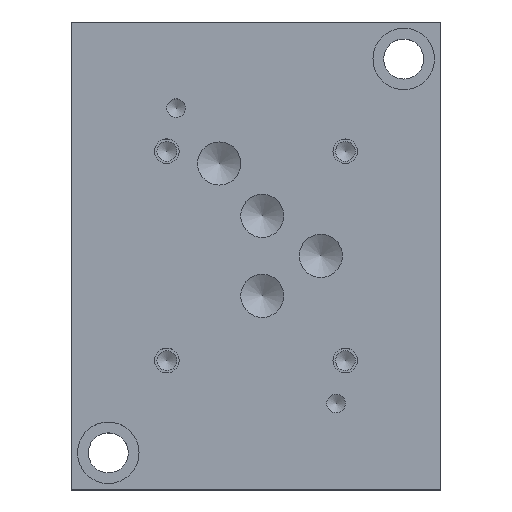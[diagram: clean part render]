
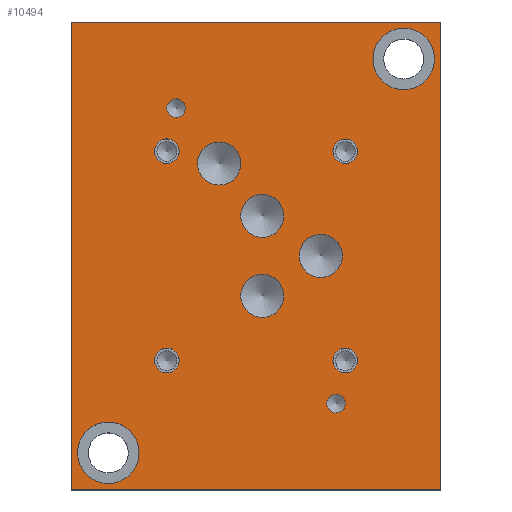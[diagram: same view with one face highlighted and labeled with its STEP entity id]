
A CAD part, top view. The second image highlights one B-rep face of the part: STEP entity #10494.
In plain terms, the highlighted planar face has unit normal (0, 0, 1).
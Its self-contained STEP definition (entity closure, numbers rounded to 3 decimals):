
#109=CIRCLE('',#10821,7.938);
#110=CIRCLE('',#10822,7.938);
#115=CIRCLE('',#10830,7.938);
#116=CIRCLE('',#10831,7.938);
#120=CIRCLE('',#10838,2.388);
#121=CIRCLE('',#10839,2.388);
#124=CIRCLE('',#10844,2.388);
#125=CIRCLE('',#10845,2.388);
#128=CIRCLE('',#10850,5.556);
#129=CIRCLE('',#10851,5.556);
#132=CIRCLE('',#10856,5.556);
#133=CIRCLE('',#10857,5.556);
#136=CIRCLE('',#10862,5.563);
#137=CIRCLE('',#10863,5.563);
#140=CIRCLE('',#10868,5.563);
#141=CIRCLE('',#10869,5.563);
#147=CIRCLE('',#10878,3.175);
#148=CIRCLE('',#10879,3.175);
#154=CIRCLE('',#10889,3.175);
#155=CIRCLE('',#10890,3.175);
#161=CIRCLE('',#10900,3.175);
#162=CIRCLE('',#10901,3.175);
#168=CIRCLE('',#10911,3.175);
#169=CIRCLE('',#10912,3.175);
#337=FACE_BOUND('',#1869,.T.);
#338=FACE_BOUND('',#1870,.T.);
#339=FACE_BOUND('',#1871,.T.);
#340=FACE_BOUND('',#1872,.T.);
#341=FACE_BOUND('',#1873,.T.);
#342=FACE_BOUND('',#1874,.T.);
#343=FACE_BOUND('',#1875,.T.);
#344=FACE_BOUND('',#1876,.T.);
#345=FACE_BOUND('',#1877,.T.);
#346=FACE_BOUND('',#1878,.T.);
#347=FACE_BOUND('',#1879,.T.);
#348=FACE_BOUND('',#1880,.T.);
#1275=FACE_OUTER_BOUND('',#1868,.T.);
#1868=EDGE_LOOP('',(#9191,#9192,#9193,#9194));
#1869=EDGE_LOOP('',(#9195,#9196));
#1870=EDGE_LOOP('',(#9197,#9198));
#1871=EDGE_LOOP('',(#9199,#9200));
#1872=EDGE_LOOP('',(#9201,#9202));
#1873=EDGE_LOOP('',(#9203,#9204));
#1874=EDGE_LOOP('',(#9205,#9206));
#1875=EDGE_LOOP('',(#9207,#9208));
#1876=EDGE_LOOP('',(#9209,#9210));
#1877=EDGE_LOOP('',(#9211,#9212));
#1878=EDGE_LOOP('',(#9213,#9214));
#1879=EDGE_LOOP('',(#9215,#9216));
#1880=EDGE_LOOP('',(#9217,#9218));
#2224=LINE('',#15678,#3229);
#2733=LINE('',#16996,#3738);
#2780=LINE('',#17335,#3785);
#2888=LINE('',#17933,#3893);
#3229=VECTOR('',#11617,10.);
#3738=VECTOR('',#12500,10.);
#3785=VECTOR('',#12579,10.);
#3893=VECTOR('',#13257,10.);
#4256=VERTEX_POINT('',#15675);
#4257=VERTEX_POINT('',#15677);
#4622=VERTEX_POINT('',#16993);
#4623=VERTEX_POINT('',#16995);
#4697=VERTEX_POINT('',#17398);
#4698=VERTEX_POINT('',#17399);
#4703=VERTEX_POINT('',#17415);
#4704=VERTEX_POINT('',#17416);
#4709=VERTEX_POINT('',#17432);
#4710=VERTEX_POINT('',#17433);
#4714=VERTEX_POINT('',#17445);
#4715=VERTEX_POINT('',#17446);
#4719=VERTEX_POINT('',#17458);
#4720=VERTEX_POINT('',#17459);
#4724=VERTEX_POINT('',#17471);
#4725=VERTEX_POINT('',#17472);
#4729=VERTEX_POINT('',#17484);
#4730=VERTEX_POINT('',#17485);
#4734=VERTEX_POINT('',#17497);
#4735=VERTEX_POINT('',#17498);
#4742=VERTEX_POINT('',#17517);
#4743=VERTEX_POINT('',#17518);
#4750=VERTEX_POINT('',#17539);
#4751=VERTEX_POINT('',#17540);
#4758=VERTEX_POINT('',#17561);
#4759=VERTEX_POINT('',#17562);
#4766=VERTEX_POINT('',#17583);
#4767=VERTEX_POINT('',#17584);
#5423=EDGE_CURVE('',#4257,#4256,#2224,.T.);
#5968=EDGE_CURVE('',#4623,#4622,#2733,.T.);
#6047=EDGE_CURVE('',#4256,#4623,#2780,.T.);
#6077=EDGE_CURVE('',#4697,#4698,#109,.T.);
#6078=EDGE_CURVE('',#4698,#4697,#110,.T.);
#6085=EDGE_CURVE('',#4703,#4704,#115,.T.);
#6086=EDGE_CURVE('',#4704,#4703,#116,.T.);
#6093=EDGE_CURVE('',#4709,#4710,#120,.T.);
#6094=EDGE_CURVE('',#4710,#4709,#121,.T.);
#6099=EDGE_CURVE('',#4714,#4715,#124,.T.);
#6100=EDGE_CURVE('',#4715,#4714,#125,.T.);
#6105=EDGE_CURVE('',#4719,#4720,#128,.T.);
#6106=EDGE_CURVE('',#4720,#4719,#129,.T.);
#6111=EDGE_CURVE('',#4724,#4725,#132,.T.);
#6112=EDGE_CURVE('',#4725,#4724,#133,.T.);
#6117=EDGE_CURVE('',#4729,#4730,#136,.T.);
#6118=EDGE_CURVE('',#4730,#4729,#137,.T.);
#6123=EDGE_CURVE('',#4734,#4735,#140,.T.);
#6124=EDGE_CURVE('',#4735,#4734,#141,.T.);
#6132=EDGE_CURVE('',#4742,#4743,#147,.T.);
#6133=EDGE_CURVE('',#4743,#4742,#148,.T.);
#6142=EDGE_CURVE('',#4750,#4751,#154,.T.);
#6143=EDGE_CURVE('',#4751,#4750,#155,.T.);
#6152=EDGE_CURVE('',#4758,#4759,#161,.T.);
#6153=EDGE_CURVE('',#4759,#4758,#162,.T.);
#6162=EDGE_CURVE('',#4766,#4767,#168,.T.);
#6163=EDGE_CURVE('',#4767,#4766,#169,.T.);
#6328=EDGE_CURVE('',#4622,#4257,#2888,.T.);
#9191=ORIENTED_EDGE('',*,*,#6047,.T.);
#9192=ORIENTED_EDGE('',*,*,#5968,.T.);
#9193=ORIENTED_EDGE('',*,*,#6328,.T.);
#9194=ORIENTED_EDGE('',*,*,#5423,.T.);
#9195=ORIENTED_EDGE('',*,*,#6077,.T.);
#9196=ORIENTED_EDGE('',*,*,#6078,.T.);
#9197=ORIENTED_EDGE('',*,*,#6085,.T.);
#9198=ORIENTED_EDGE('',*,*,#6086,.T.);
#9199=ORIENTED_EDGE('',*,*,#6093,.T.);
#9200=ORIENTED_EDGE('',*,*,#6094,.T.);
#9201=ORIENTED_EDGE('',*,*,#6099,.T.);
#9202=ORIENTED_EDGE('',*,*,#6100,.T.);
#9203=ORIENTED_EDGE('',*,*,#6105,.T.);
#9204=ORIENTED_EDGE('',*,*,#6106,.T.);
#9205=ORIENTED_EDGE('',*,*,#6111,.T.);
#9206=ORIENTED_EDGE('',*,*,#6112,.T.);
#9207=ORIENTED_EDGE('',*,*,#6117,.T.);
#9208=ORIENTED_EDGE('',*,*,#6118,.T.);
#9209=ORIENTED_EDGE('',*,*,#6123,.T.);
#9210=ORIENTED_EDGE('',*,*,#6124,.T.);
#9211=ORIENTED_EDGE('',*,*,#6132,.T.);
#9212=ORIENTED_EDGE('',*,*,#6133,.T.);
#9213=ORIENTED_EDGE('',*,*,#6142,.T.);
#9214=ORIENTED_EDGE('',*,*,#6143,.T.);
#9215=ORIENTED_EDGE('',*,*,#6152,.T.);
#9216=ORIENTED_EDGE('',*,*,#6153,.T.);
#9217=ORIENTED_EDGE('',*,*,#6162,.T.);
#9218=ORIENTED_EDGE('',*,*,#6163,.T.);
#9543=PLANE('',#11091);
#10494=ADVANCED_FACE('',(#1275,#337,#338,#339,#340,#341,#342,#343,#344,
#345,#346,#347,#348),#9543,.T.);
#10821=AXIS2_PLACEMENT_3D('',#17400,#12638,#12639);
#10822=AXIS2_PLACEMENT_3D('',#17401,#12640,#12641);
#10830=AXIS2_PLACEMENT_3D('',#17417,#12658,#12659);
#10831=AXIS2_PLACEMENT_3D('',#17418,#12660,#12661);
#10838=AXIS2_PLACEMENT_3D('',#17434,#12677,#12678);
#10839=AXIS2_PLACEMENT_3D('',#17435,#12679,#12680);
#10844=AXIS2_PLACEMENT_3D('',#17447,#12691,#12692);
#10845=AXIS2_PLACEMENT_3D('',#17448,#12693,#12694);
#10850=AXIS2_PLACEMENT_3D('',#17460,#12705,#12706);
#10851=AXIS2_PLACEMENT_3D('',#17461,#12707,#12708);
#10856=AXIS2_PLACEMENT_3D('',#17473,#12719,#12720);
#10857=AXIS2_PLACEMENT_3D('',#17474,#12721,#12722);
#10862=AXIS2_PLACEMENT_3D('',#17486,#12733,#12734);
#10863=AXIS2_PLACEMENT_3D('',#17487,#12735,#12736);
#10868=AXIS2_PLACEMENT_3D('',#17499,#12747,#12748);
#10869=AXIS2_PLACEMENT_3D('',#17500,#12749,#12750);
#10878=AXIS2_PLACEMENT_3D('',#17519,#12769,#12770);
#10879=AXIS2_PLACEMENT_3D('',#17520,#12771,#12772);
#10889=AXIS2_PLACEMENT_3D('',#17541,#12794,#12795);
#10890=AXIS2_PLACEMENT_3D('',#17542,#12796,#12797);
#10900=AXIS2_PLACEMENT_3D('',#17563,#12819,#12820);
#10901=AXIS2_PLACEMENT_3D('',#17564,#12821,#12822);
#10911=AXIS2_PLACEMENT_3D('',#17585,#12844,#12845);
#10912=AXIS2_PLACEMENT_3D('',#17586,#12846,#12847);
#11091=AXIS2_PLACEMENT_3D('',#17936,#13262,#13263);
#11617=DIRECTION('',(0.,-1.,0.));
#12500=DIRECTION('',(0.,1.,0.));
#12579=DIRECTION('',(1.,0.,0.));
#12638=DIRECTION('center_axis',(0.,0.,-1.));
#12639=DIRECTION('ref_axis',(1.,0.,0.));
#12640=DIRECTION('center_axis',(0.,0.,-1.));
#12641=DIRECTION('ref_axis',(1.,0.,0.));
#12658=DIRECTION('center_axis',(0.,0.,-1.));
#12659=DIRECTION('ref_axis',(1.,0.,0.));
#12660=DIRECTION('center_axis',(0.,0.,-1.));
#12661=DIRECTION('ref_axis',(1.,0.,0.));
#12677=DIRECTION('center_axis',(0.,0.,-1.));
#12678=DIRECTION('ref_axis',(1.,0.,0.));
#12679=DIRECTION('center_axis',(0.,0.,-1.));
#12680=DIRECTION('ref_axis',(1.,0.,0.));
#12691=DIRECTION('center_axis',(0.,0.,-1.));
#12692=DIRECTION('ref_axis',(1.,0.,0.));
#12693=DIRECTION('center_axis',(0.,0.,-1.));
#12694=DIRECTION('ref_axis',(1.,0.,0.));
#12705=DIRECTION('center_axis',(0.,0.,-1.));
#12706=DIRECTION('ref_axis',(1.,0.,0.));
#12707=DIRECTION('center_axis',(0.,0.,-1.));
#12708=DIRECTION('ref_axis',(1.,0.,0.));
#12719=DIRECTION('center_axis',(0.,0.,-1.));
#12720=DIRECTION('ref_axis',(1.,0.,0.));
#12721=DIRECTION('center_axis',(0.,0.,-1.));
#12722=DIRECTION('ref_axis',(1.,0.,0.));
#12733=DIRECTION('center_axis',(0.,0.,-1.));
#12734=DIRECTION('ref_axis',(1.,0.,0.));
#12735=DIRECTION('center_axis',(0.,0.,-1.));
#12736=DIRECTION('ref_axis',(1.,0.,0.));
#12747=DIRECTION('center_axis',(0.,0.,-1.));
#12748=DIRECTION('ref_axis',(1.,0.,0.));
#12749=DIRECTION('center_axis',(0.,0.,-1.));
#12750=DIRECTION('ref_axis',(1.,0.,0.));
#12769=DIRECTION('center_axis',(0.,0.,-1.));
#12770=DIRECTION('ref_axis',(1.,0.,0.));
#12771=DIRECTION('center_axis',(0.,0.,-1.));
#12772=DIRECTION('ref_axis',(1.,0.,0.));
#12794=DIRECTION('center_axis',(0.,0.,-1.));
#12795=DIRECTION('ref_axis',(1.,0.,0.));
#12796=DIRECTION('center_axis',(0.,0.,-1.));
#12797=DIRECTION('ref_axis',(1.,0.,0.));
#12819=DIRECTION('center_axis',(0.,0.,-1.));
#12820=DIRECTION('ref_axis',(1.,0.,0.));
#12821=DIRECTION('center_axis',(0.,0.,-1.));
#12822=DIRECTION('ref_axis',(1.,0.,0.));
#12844=DIRECTION('center_axis',(0.,0.,-1.));
#12845=DIRECTION('ref_axis',(1.,0.,0.));
#12846=DIRECTION('center_axis',(0.,0.,-1.));
#12847=DIRECTION('ref_axis',(1.,0.,0.));
#13257=DIRECTION('',(-1.,0.,0.));
#13262=DIRECTION('center_axis',(0.,0.,1.));
#13263=DIRECTION('ref_axis',(1.,0.,0.));
#15675=CARTESIAN_POINT('',(0.,0.,44.45));
#15677=CARTESIAN_POINT('',(0.,120.65,44.45));
#15678=CARTESIAN_POINT('',(0.,120.65,44.45));
#16993=CARTESIAN_POINT('',(95.25,120.65,44.45));
#16995=CARTESIAN_POINT('',(95.25,0.,44.45));
#16996=CARTESIAN_POINT('',(95.25,0.,44.45));
#17335=CARTESIAN_POINT('',(0.,0.,44.45));
#17398=CARTESIAN_POINT('',(93.663,111.125,44.45));
#17399=CARTESIAN_POINT('',(77.788,111.125,44.45));
#17400=CARTESIAN_POINT('Origin',(85.725,111.125,44.45));
#17401=CARTESIAN_POINT('Origin',(85.725,111.125,44.45));
#17415=CARTESIAN_POINT('',(17.463,9.525,44.45));
#17416=CARTESIAN_POINT('',(1.588,9.525,44.45));
#17417=CARTESIAN_POINT('Origin',(9.525,9.525,44.45));
#17418=CARTESIAN_POINT('Origin',(9.525,9.525,44.45));
#17432=CARTESIAN_POINT('',(70.676,22.238,44.45));
#17433=CARTESIAN_POINT('',(65.9,22.238,44.45));
#17434=CARTESIAN_POINT('Origin',(68.288,22.238,44.45));
#17435=CARTESIAN_POINT('Origin',(68.288,22.238,44.45));
#17445=CARTESIAN_POINT('',(29.401,98.438,44.45));
#17446=CARTESIAN_POINT('',(24.625,98.438,44.45));
#17447=CARTESIAN_POINT('Origin',(27.013,98.438,44.45));
#17448=CARTESIAN_POINT('Origin',(27.013,98.438,44.45));
#17458=CARTESIAN_POINT('',(54.794,70.655,44.45));
#17459=CARTESIAN_POINT('',(43.682,70.655,44.45));
#17460=CARTESIAN_POINT('Origin',(49.238,70.655,44.45));
#17461=CARTESIAN_POINT('Origin',(49.238,70.655,44.45));
#17471=CARTESIAN_POINT('',(54.799,50.02,44.45));
#17472=CARTESIAN_POINT('',(43.687,50.02,44.45));
#17473=CARTESIAN_POINT('Origin',(49.243,50.02,44.45));
#17474=CARTESIAN_POINT('Origin',(49.243,50.02,44.45));
#17484=CARTESIAN_POINT('',(69.901,60.338,44.45));
#17485=CARTESIAN_POINT('',(58.776,60.338,44.45));
#17486=CARTESIAN_POINT('Origin',(64.338,60.338,44.45));
#17487=CARTESIAN_POINT('Origin',(64.338,60.338,44.45));
#17497=CARTESIAN_POINT('',(43.696,84.15,44.45));
#17498=CARTESIAN_POINT('',(32.57,84.15,44.45));
#17499=CARTESIAN_POINT('Origin',(38.133,84.15,44.45));
#17500=CARTESIAN_POINT('Origin',(38.133,84.15,44.45));
#17517=CARTESIAN_POINT('',(73.838,33.338,44.45));
#17518=CARTESIAN_POINT('',(67.488,33.338,44.45));
#17519=CARTESIAN_POINT('Origin',(70.663,33.338,44.45));
#17520=CARTESIAN_POINT('Origin',(70.663,33.338,44.45));
#17539=CARTESIAN_POINT('',(27.788,87.325,44.45));
#17540=CARTESIAN_POINT('',(21.438,87.325,44.45));
#17541=CARTESIAN_POINT('Origin',(24.613,87.325,44.45));
#17542=CARTESIAN_POINT('Origin',(24.613,87.325,44.45));
#17561=CARTESIAN_POINT('',(73.838,87.313,44.45));
#17562=CARTESIAN_POINT('',(67.488,87.313,44.45));
#17563=CARTESIAN_POINT('Origin',(70.663,87.313,44.45));
#17564=CARTESIAN_POINT('Origin',(70.663,87.313,44.45));
#17583=CARTESIAN_POINT('',(27.8,33.338,44.45));
#17584=CARTESIAN_POINT('',(21.45,33.338,44.45));
#17585=CARTESIAN_POINT('Origin',(24.625,33.338,44.45));
#17586=CARTESIAN_POINT('Origin',(24.625,33.338,44.45));
#17933=CARTESIAN_POINT('',(95.25,120.65,44.45));
#17936=CARTESIAN_POINT('Origin',(47.625,60.325,44.45));
